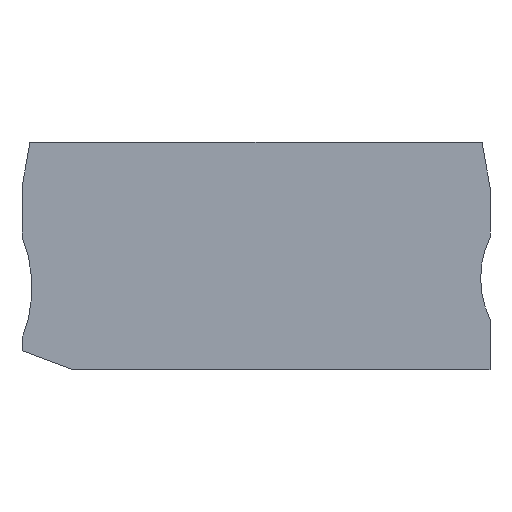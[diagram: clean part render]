
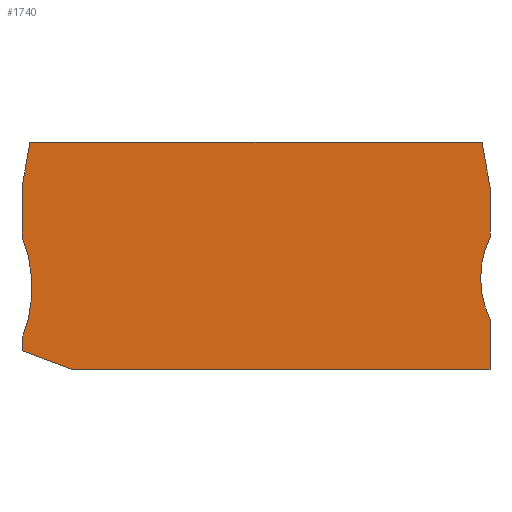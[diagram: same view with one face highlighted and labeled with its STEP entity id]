
A CAD part, left-side view. The second image highlights one B-rep face of the part: STEP entity #1740.
In plain terms, the highlighted face is planar.
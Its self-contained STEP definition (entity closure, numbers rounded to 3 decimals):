
#200=CARTESIAN_POINT('',(-42.443,-38.2,
53.67));
#210=VERTEX_POINT('',#200);
#240=CARTESIAN_POINT('',(-42.443,-22.363,53.67))
;
#250=DIRECTION('',(0.,1.,0.));
#260=VECTOR('',#250,1.);
#270=LINE('',#240,#260);
#280=CARTESIAN_POINT('',(-42.443,-30.2,
53.67));
#290=VERTEX_POINT('',#280);
#300=EDGE_CURVE('',#210,#290,#270,.T.);
#570=CARTESIAN_POINT('',(23.615,-38.2,
53.67));
#580=VERTEX_POINT('',#570);
#750=CARTESIAN_POINT('',(31.682,-35.2,
53.67));
#760=VERTEX_POINT('',#750);
#790=CARTESIAN_POINT('',(31.631,-35.219,53.67));
#800=DIRECTION('',(-0.937,-0.349,
0.));
#810=VECTOR('',#800,1.);
#820=LINE('',#790,#810);
#830=EDGE_CURVE('',#760,#580,#820,.T.);
#950=CARTESIAN_POINT('',(11.248,-3.971,
53.67));
#960=DIRECTION('',(0.,0.,-1.));
#970=DIRECTION('',(-1.,0.,0.));
#980=AXIS2_PLACEMENT_3D('',#950,#960,#970);
#990=PLANE('',#980);
#1000=CARTESIAN_POINT('',(-44.742,-22.363,53.67)
);
#1010=DIRECTION('',(0.174,0.985,
0.));
#1020=VECTOR('',#1010,1.);
#1030=LINE('',#1000,#1020);
#1040=CARTESIAN_POINT('',(-42.443,-9.327,
53.67));
#1050=VERTEX_POINT('',#1040);
#1060=CARTESIAN_POINT('',(-41.186,-2.2,
53.67));
#1070=VERTEX_POINT('',#1060);
#1080=EDGE_CURVE('',#1050,#1070,#1030,.T.);
#1090=ORIENTED_EDGE('',*,*,#1080,.T.);
#1100=CARTESIAN_POINT('',(-42.443,-22.363,53.67)
);
#1110=DIRECTION('',(0.,1.,0.));
#1120=VECTOR('',#1110,1.);
#1130=LINE('',#1100,#1120);
#1140=CARTESIAN_POINT('',(-42.443,-17.2,
53.67));
#1150=VERTEX_POINT('',#1140);
#1160=EDGE_CURVE('',#1150,#1050,#1130,.T.);
#1170=ORIENTED_EDGE('',*,*,#1160,.T.);
#1180=CARTESIAN_POINT('',(-55.961,-23.7,
53.67));
#1190=DIRECTION('',(0.,0.,1.));
#1200=DIRECTION('',(1.,0.,0.));
#1210=AXIS2_PLACEMENT_3D('',#1180,#1190,#1200);
#1220=CIRCLE('',#1210,15.);
#1230=EDGE_CURVE('',#290,#1150,#1220,.T.);
#1240=ORIENTED_EDGE('',*,*,#1230,.T.);
#1250=ORIENTED_EDGE('',*,*,#300,.T.);
#1260=CARTESIAN_POINT('',(31.631,-38.2,53.67))
;
#1270=DIRECTION('',(-1.,0.,0.));
#1280=VECTOR('',#1270,1.);
#1290=LINE('',#1260,#1280);
#1300=EDGE_CURVE('',#580,#210,#1290,.T.);
#1310=ORIENTED_EDGE('',*,*,#1300,.T.);
#1320=ORIENTED_EDGE('',*,*,#830,.T.);
#1330=CARTESIAN_POINT('',(31.682,-22.363,53.67))
;
#1340=DIRECTION('',(0.,-1.,0.));
#1350=VECTOR('',#1340,1.);
#1360=LINE('',#1330,#1350);
#1370=CARTESIAN_POINT('',(31.682,-33.2,
53.67));
#1380=VERTEX_POINT('',#1370);
#1390=EDGE_CURVE('',#1380,#760,#1360,.T.);
#1400=ORIENTED_EDGE('',*,*,#1390,.T.);
#1410=CARTESIAN_POINT('',(51.099,-25.2,
53.67));
#1420=DIRECTION('',(0.,0.,1.));
#1430=DIRECTION('',(1.,0.,0.));
#1440=AXIS2_PLACEMENT_3D('',#1410,#1420,#1430);
#1450=CIRCLE('',#1440,21.);
#1460=CARTESIAN_POINT('',(31.682,-17.2,
53.67));
#1470=VERTEX_POINT('',#1460);
#1480=EDGE_CURVE('',#1470,#1380,#1450,.T.);
#1490=ORIENTED_EDGE('',*,*,#1480,.T.);
#1500=CARTESIAN_POINT('',(31.682,-22.363,53.67))
;
#1510=DIRECTION('',(0.,-1.,0.));
#1520=VECTOR('',#1510,1.);
#1530=LINE('',#1500,#1520);
#1540=CARTESIAN_POINT('',(31.682,-9.327,
53.67));
#1550=VERTEX_POINT('',#1540);
#1560=EDGE_CURVE('',#1550,#1470,#1530,.T.);
#1570=ORIENTED_EDGE('',*,*,#1560,.T.);
#1580=CARTESIAN_POINT('',(33.981,-22.363,53.67))
;
#1590=DIRECTION('',(0.174,-0.985,
0.));
#1600=VECTOR('',#1590,1.);
#1610=LINE('',#1580,#1600);
#1620=CARTESIAN_POINT('',(30.426,-2.2,
53.67));
#1630=VERTEX_POINT('',#1620);
#1640=EDGE_CURVE('',#1630,#1550,#1610,.T.);
#1650=ORIENTED_EDGE('',*,*,#1640,.T.);
#1660=CARTESIAN_POINT('',(31.631,-2.2,53.67));
#1670=DIRECTION('',(1.,0.,0.));
#1680=VECTOR('',#1670,1.);
#1690=LINE('',#1660,#1680);
#1700=EDGE_CURVE('',#1070,#1630,#1690,.T.);
#1710=ORIENTED_EDGE('',*,*,#1700,.T.);
#1720=EDGE_LOOP('',(#1710,#1650,#1570,#1490,#1400,#1320,#1310,#1250,
#1240,#1170,#1090));
#1730=FACE_OUTER_BOUND('',#1720,.T.);
#1740=ADVANCED_FACE('',(#1730),#990,.T.);
